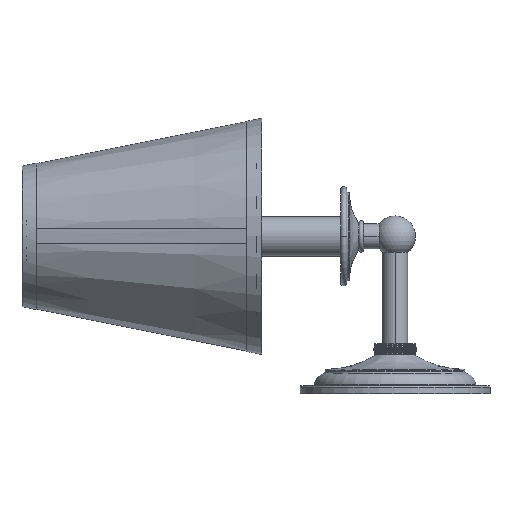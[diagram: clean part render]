
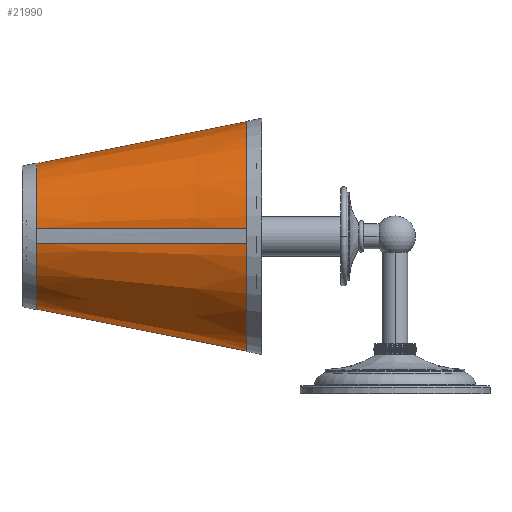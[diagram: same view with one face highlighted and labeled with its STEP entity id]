
A CAD part, left-side view. The second image highlights one B-rep face of the part: STEP entity #21990.
In plain terms, the highlighted conical face has half-angle 11.264 degrees and reference radius 59.627 mm.
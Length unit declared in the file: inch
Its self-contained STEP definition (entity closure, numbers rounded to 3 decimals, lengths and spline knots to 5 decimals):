
#21169=CARTESIAN_POINT('',(0.,8.961,3.938));
#21170=DIRECTION('',(0.,1.,0.));
#21171=DIRECTION('',(-0.995,0.,0.101));
#21172=AXIS2_PLACEMENT_3D('',#21169,#21170,#21171);
#21174=CARTESIAN_POINT('',(0.,8.961,3.938));
#21175=DIRECTION('',(0.,-1.,0.));
#21176=DIRECTION('',(0.,0.,1.));
#21177=AXIS2_PLACEMENT_3D('',#21174,#21175,#21176);
#21179=DIRECTION('',(0.,0.981,-0.195));
#21180=VECTOR('',#21179,5.35311);
#21181=CARTESIAN_POINT('',(0.,3.711,6.80831));
#21182=LINE('',#21181,#21180);
#21183=CARTESIAN_POINT('',(0.,3.711,3.938));
#21184=DIRECTION('',(0.,-1.,0.));
#21185=DIRECTION('',(0.,0.,1.));
#21186=AXIS2_PLACEMENT_3D('',#21183,#21184,#21185);
#21188=DIRECTION('',(0.,0.981,0.195));
#21189=VECTOR('',#21188,5.35311);
#21190=CARTESIAN_POINT('',(0.,3.711,1.06769));
#21191=LINE('',#21190,#21189);
#21192=CARTESIAN_POINT('',(0.,8.961,3.938));
#21193=DIRECTION('',(0.,-1.,0.));
#21194=DIRECTION('',(-0.995,0.,0.101));
#21195=AXIS2_PLACEMENT_3D('',#21192,#21193,#21194);
#21209=CARTESIAN_POINT('',(-1.81529,8.961,4.12293));
#21365=CARTESIAN_POINT('',(0.,3.711,1.06769));
#21366=CARTESIAN_POINT('',(0.,3.711,6.80831));
#21367=VERTEX_POINT('',#21365);
#21368=VERTEX_POINT('',#21366);
#21369=CARTESIAN_POINT('',(0.,8.961,2.11331));
#21370=CARTESIAN_POINT('',(0.,8.961,5.76269));
#21371=VERTEX_POINT('',#21369);
#21372=VERTEX_POINT('',#21370);
#21452=VERTEX_POINT('',#21209);
#21453=CARTESIAN_POINT('',(-1.81477,8.961,
4.12798));
#21454=VERTEX_POINT('',#21453);
#21974=CARTESIAN_POINT('',(0.,6.336,3.938));
#21975=DIRECTION('',(0.,-1.,0.));
#21976=DIRECTION('',(0.,0.,1.));
#21977=AXIS2_PLACEMENT_3D('',#21974,#21975,#21976);
#21978=CONICAL_SURFACE('',#21977,2.3475,11.264);
#21980=ORIENTED_EDGE('',*,*,#21979,.T.);
#21982=ORIENTED_EDGE('',*,*,#21981,.F.);
#21983=ORIENTED_EDGE('',*,*,#21965,.F.);
#21984=ORIENTED_EDGE('',*,*,#21954,.T.);
#21985=ORIENTED_EDGE('',*,*,#21969,.T.);
#21987=ORIENTED_EDGE('',*,*,#21986,.F.);
#21988=EDGE_LOOP('',(#21980,#21982,#21983,#21984,#21985,#21987));
#21989=FACE_OUTER_BOUND('',#21988,.F.);
#21990=ADVANCED_FACE('',(#21989),#21978,.T.);
#21173=CIRCLE('',#21172,1.82469);
#21178=CIRCLE('',#21177,1.82469);
#21187=CIRCLE('',#21186,2.87031);
#21196=CIRCLE('',#21195,1.82469);
#21954=EDGE_CURVE('',#21368,#21367,#21187,.T.);
#21965=EDGE_CURVE('',#21368,#21372,#21182,.T.);
#21969=EDGE_CURVE('',#21367,#21371,#21191,.T.);
#21979=EDGE_CURVE('',#21452,#21454,#21173,.T.);
#21981=EDGE_CURVE('',#21372,#21454,#21178,.T.);
#21986=EDGE_CURVE('',#21452,#21371,#21196,.T.);
